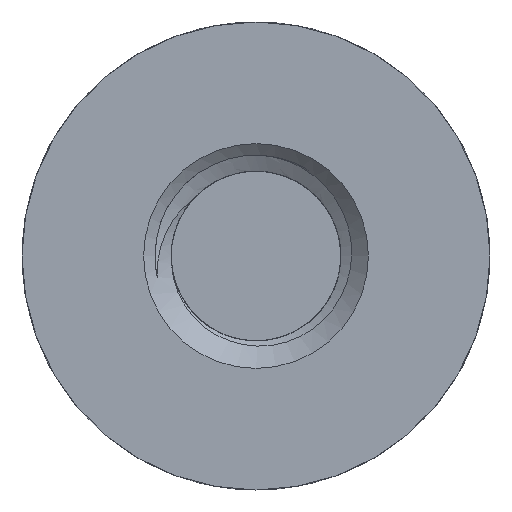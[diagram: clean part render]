
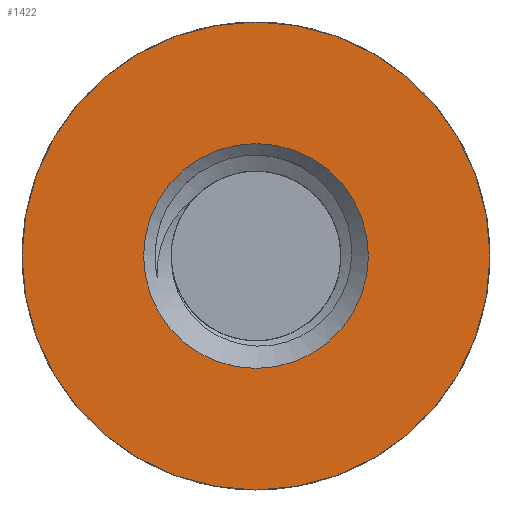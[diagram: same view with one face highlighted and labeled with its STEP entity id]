
A CAD part, front view. The second image highlights one B-rep face of the part: STEP entity #1422.
In plain terms, the highlighted planar face has unit normal (0, -1, 0).
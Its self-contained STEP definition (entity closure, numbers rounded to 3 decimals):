
#17=FACE_BOUND('',#211,.T.);
#33=PLANE('',#1577);
#127=FACE_OUTER_BOUND('',#210,.T.);
#210=EDGE_LOOP('',(#1244));
#211=EDGE_LOOP('',(#1245));
#296=CIRCLE('',#1477,5.523);
#300=CIRCLE('',#1484,11.5);
#579=VERTEX_POINT('',#3139);
#588=VERTEX_POINT('',#3971);
#732=EDGE_CURVE('',#579,#579,#296,.T.);
#748=EDGE_CURVE('',#588,#588,#300,.T.);
#1244=ORIENTED_EDGE('',*,*,#748,.T.);
#1245=ORIENTED_EDGE('',*,*,#732,.T.);
#1422=ADVANCED_FACE('',(#127,#17),#33,.T.);
#1477=AXIS2_PLACEMENT_3D('',#3140,#1667,#1668);
#1484=AXIS2_PLACEMENT_3D('',#3972,#1682,#1683);
#1577=AXIS2_PLACEMENT_3D('',#4747,#1922,#1923);
#1667=DIRECTION('center_axis',(0.,1.,0.));
#1668=DIRECTION('ref_axis',(-1.,0.,0.));
#1682=DIRECTION('center_axis',(0.,-1.,0.));
#1683=DIRECTION('ref_axis',(1.,0.,0.));
#1922=DIRECTION('center_axis',(0.,-1.,0.));
#1923=DIRECTION('ref_axis',(1.,0.,0.));
#3139=CARTESIAN_POINT('',(5.523,-64.737,18.5));
#3140=CARTESIAN_POINT('Origin',(0.,-64.737,
18.5));
#3971=CARTESIAN_POINT('',(-11.5,-64.737,18.5));
#3972=CARTESIAN_POINT('Origin',(0.,-64.737,
18.5));
#4747=CARTESIAN_POINT('Origin',(0.,-64.737,
18.5));
